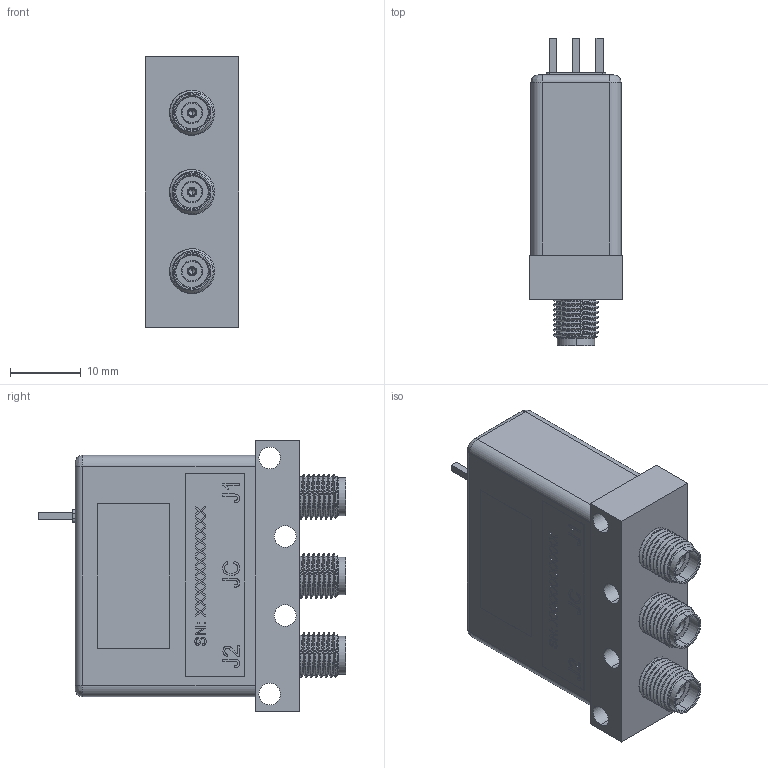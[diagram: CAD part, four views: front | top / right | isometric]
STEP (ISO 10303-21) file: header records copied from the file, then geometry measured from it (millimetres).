
FILE_DESCRIPTION (( 'STEP AP214' ), '1' );
FILE_NAME ('FMSW6557_3D.step', '2023-02-17T21:44:51', ( '' ), ( '' ), 'SwSTEP 2.0', 'SolidWorks 2022', '' );
FILE_SCHEMA (( 'AUTOMOTIVE_DESIGN' ));
Length unit declared in the file: inch
Products named in the file (6): R040022-e360_3PIN; A12061001A-101; K12021003_defeature; K16029002; LABEL ILS-100-02; FMSW6557_3D
Assembly tree (7 placements, depth 2):
  FMSW6557_3D
    K12021003_defeature
    K16029002  x3
    R040022-e360_3PIN
    A12061001A-101
    LABEL ILS-100-02
Bounding box: 13.21 x 43.36 x 38.1 mm (x, y, z)
Volume: 4597.6 mm3; surface area: 9852.9 mm2
Topology: 16 solids, 16 shells, 811 faces, 2101 edges, 1377 vertices
Faces by surface type: plane 418, cylinder 199, bspline 149, cone 45
Entity records: 30171 total; most frequent: CARTESIAN_POINT 11345, ORIENTED_EDGE 3162, DIRECTION 2451, EDGE_CURVE 1581, LINE 1087, VECTOR 1087, VERTEX_POINT 1043, AXIS2_PLACEMENT_3D 682
